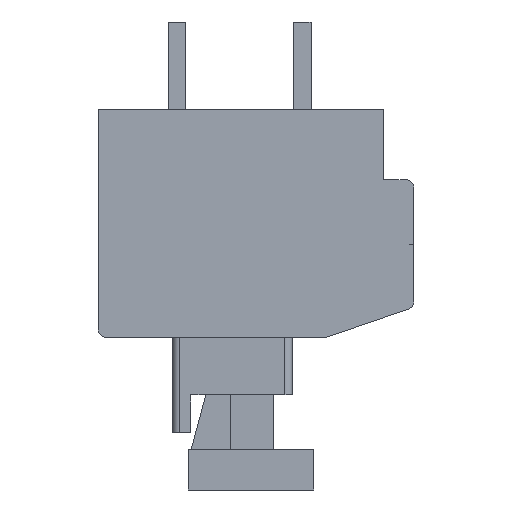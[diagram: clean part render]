
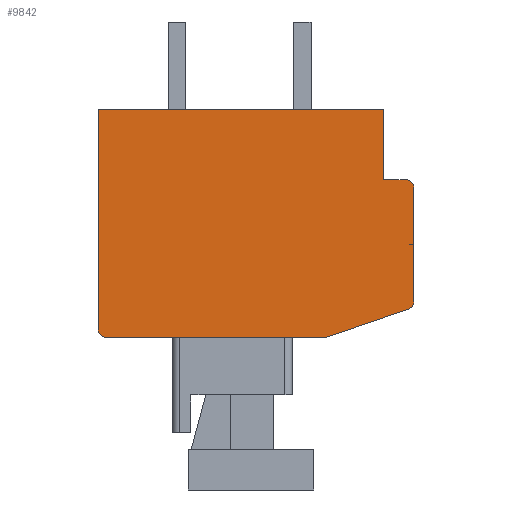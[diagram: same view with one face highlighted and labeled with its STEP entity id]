
A CAD part, front view. The second image highlights one B-rep face of the part: STEP entity #9842.
In plain terms, the highlighted planar face has unit normal (0, -1, 0).
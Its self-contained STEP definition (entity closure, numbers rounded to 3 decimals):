
#1=CARTESIAN_POINT('',(6.,-67.8,-3.136));
#2=DIRECTION('',(0.,-1.,0.));
#3=DIRECTION('',(0.324,0.,-0.946));
#4=AXIS2_PLACEMENT_3D('',#1,#2,#3);
#6=DIRECTION('',(-0.946,0.,-0.324));
#7=VECTOR('',#6,3.486);
#8=CARTESIAN_POINT('',(6.097,-67.8,-3.419));
#9=LINE('',#8,#7);
#10=DIRECTION('',(-1.,0.,0.));
#11=VECTOR('',#10,8.8);
#12=CARTESIAN_POINT('',(2.8,-67.8,-4.55));
#13=LINE('',#12,#11);
#14=CARTESIAN_POINT('',(-6.,-67.8,-4.25));
#15=DIRECTION('',(0.,-1.,0.));
#16=DIRECTION('',(-1.,0.,0.));
#17=AXIS2_PLACEMENT_3D('',#14,#15,#16);
#19=DIRECTION('',(0.,0.,1.));
#20=VECTOR('',#19,8.8);
#21=CARTESIAN_POINT('',(-6.3,-67.8,-4.25));
#22=LINE('',#21,#20);
#23=DIRECTION('',(1.,0.,0.));
#24=VECTOR('',#23,11.4);
#25=CARTESIAN_POINT('',(-6.3,-67.8,4.55));
#26=LINE('',#25,#24);
#27=DIRECTION('',(0.,0.,-1.));
#28=VECTOR('',#27,2.8);
#29=CARTESIAN_POINT('',(5.1,-67.8,4.55));
#30=LINE('',#29,#28);
#31=DIRECTION('',(1.,0.,0.));
#32=VECTOR('',#31,0.9);
#33=CARTESIAN_POINT('',(5.1,-67.8,1.75));
#34=LINE('',#33,#32);
#35=CARTESIAN_POINT('',(6.,-67.8,1.45));
#36=DIRECTION('',(0.,-1.,0.));
#37=DIRECTION('',(1.,0.,0.));
#38=AXIS2_PLACEMENT_3D('',#35,#36,#37);
#40=DIRECTION('',(0.,0.,-1.));
#41=VECTOR('',#40,4.586);
#42=CARTESIAN_POINT('',(6.3,-67.8,1.45));
#43=LINE('',#42,#41);
#7503=CARTESIAN_POINT('',(-6.3,-67.8,4.55));
#7504=CARTESIAN_POINT('',(5.1,-67.8,4.55));
#7505=VERTEX_POINT('',#7503);
#7506=VERTEX_POINT('',#7504);
#7507=CARTESIAN_POINT('',(5.1,-67.8,1.75));
#7508=VERTEX_POINT('',#7507);
#7509=CARTESIAN_POINT('',(6.097,-67.8,-3.419));
#7510=CARTESIAN_POINT('',(6.3,-67.8,-3.136));
#7511=VERTEX_POINT('',#7509);
#7512=VERTEX_POINT('',#7510);
#7513=CARTESIAN_POINT('',(6.3,-67.8,1.45));
#7514=CARTESIAN_POINT('',(6.,-67.8,1.75));
#7515=VERTEX_POINT('',#7513);
#7516=VERTEX_POINT('',#7514);
#7517=CARTESIAN_POINT('',(-6.3,-67.8,-4.25));
#7518=CARTESIAN_POINT('',(-6.,-67.8,-4.55));
#7519=VERTEX_POINT('',#7517);
#7520=VERTEX_POINT('',#7518);
#7521=CARTESIAN_POINT('',(2.8,-67.8,-4.55));
#7522=VERTEX_POINT('',#7521);
#9815=CARTESIAN_POINT('',(0.,-67.8,0.));
#9816=DIRECTION('',(0.,1.,0.));
#9817=DIRECTION('',(1.,0.,0.));
#9818=AXIS2_PLACEMENT_3D('',#9815,#9816,#9817);
#9819=PLANE('',#9818);
#9821=ORIENTED_EDGE('',*,*,#9820,.F.);
#9823=ORIENTED_EDGE('',*,*,#9822,.T.);
#9825=ORIENTED_EDGE('',*,*,#9824,.T.);
#9827=ORIENTED_EDGE('',*,*,#9826,.F.);
#9829=ORIENTED_EDGE('',*,*,#9828,.T.);
#9831=ORIENTED_EDGE('',*,*,#9830,.T.);
#9833=ORIENTED_EDGE('',*,*,#9832,.T.);
#9835=ORIENTED_EDGE('',*,*,#9834,.T.);
#9837=ORIENTED_EDGE('',*,*,#9836,.F.);
#9839=ORIENTED_EDGE('',*,*,#9838,.T.);
#9840=EDGE_LOOP('',(#9821,#9823,#9825,#9827,#9829,#9831,#9833,#9835,#9837,
#9839));
#9841=FACE_OUTER_BOUND('',#9840,.F.);
#9842=ADVANCED_FACE('',(#9841),#9819,.F.);
#5=CIRCLE('',#4,0.3);
#18=CIRCLE('',#17,0.3);
#39=CIRCLE('',#38,0.3);
#9820=EDGE_CURVE('',#7511,#7512,#5,.T.);
#9822=EDGE_CURVE('',#7511,#7522,#9,.T.);
#9824=EDGE_CURVE('',#7522,#7520,#13,.T.);
#9826=EDGE_CURVE('',#7519,#7520,#18,.T.);
#9828=EDGE_CURVE('',#7519,#7505,#22,.T.);
#9830=EDGE_CURVE('',#7505,#7506,#26,.T.);
#9832=EDGE_CURVE('',#7506,#7508,#30,.T.);
#9834=EDGE_CURVE('',#7508,#7516,#34,.T.);
#9836=EDGE_CURVE('',#7515,#7516,#39,.T.);
#9838=EDGE_CURVE('',#7515,#7512,#43,.T.);
